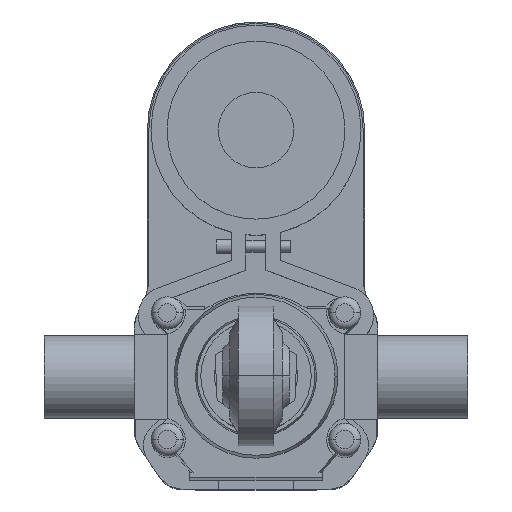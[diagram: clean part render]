
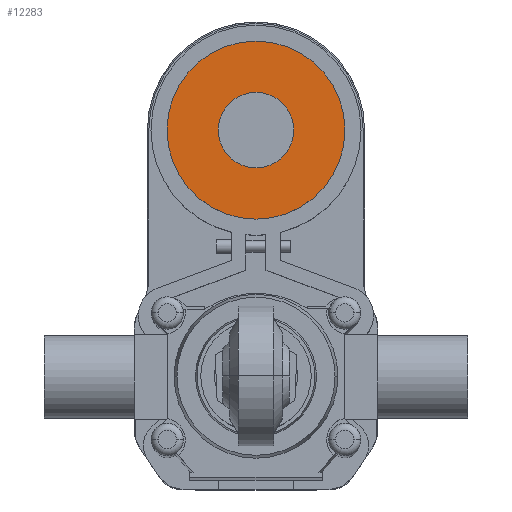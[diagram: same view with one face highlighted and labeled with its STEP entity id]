
A CAD part, top view. The second image highlights one B-rep face of the part: STEP entity #12283.
In plain terms, the highlighted planar face has unit normal (0, 0, 1).
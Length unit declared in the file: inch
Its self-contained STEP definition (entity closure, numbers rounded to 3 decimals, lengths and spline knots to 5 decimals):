
#20 = FACE_BOUND ( 'NONE', #6478, .T. ) ;
#148 = AXIS2_PLACEMENT_3D ( 'NONE', #10218, #7183, #8718 ) ;
#462 = EDGE_LOOP ( 'NONE', ( #7989, #9184 ) ) ;
#536 = AXIS2_PLACEMENT_3D ( 'NONE', #13912, #12953, #2967 ) ;
#874 = CARTESIAN_POINT ( 'NONE',  ( 1.36619, 5.105, 5.152 ) ) ;
#1092 = ORIENTED_EDGE ( 'NONE', *, *, #2355, .F. ) ;
#1244 = VERTEX_POINT ( 'NONE', #8986 ) ;
#1633 = AXIS2_PLACEMENT_3D ( 'NONE', #7467, #1977, #6305 ) ;
#1977 = DIRECTION ( 'NONE',  ( 0., 0., 1. ) ) ;
#2355 = EDGE_CURVE ( 'NONE', #1244, #9565, #13361, .T. ) ;
#2662 = DIRECTION ( 'NONE',  ( 0., 0., 1. ) ) ;
#2731 = FACE_OUTER_BOUND ( 'NONE', #462, .T. ) ;
#2967 = DIRECTION ( 'NONE',  ( 1., 0., 0. ) ) ;
#3114 = CIRCLE ( 'NONE', #148, 1.265 ) ;
#3422 = DIRECTION ( 'NONE',  ( 0., 0., 1. ) ) ;
#3793 = CIRCLE ( 'NONE', #1633, 0.5375 ) ;
#4204 = CIRCLE ( 'NONE', #13820, 1.265 ) ;
#5065 = EDGE_CURVE ( 'NONE', #9565, #1244, #3793, .T. ) ;
#5145 = EDGE_CURVE ( 'NONE', #12466, #8687, #3114, .T. ) ;
#5685 = CARTESIAN_POINT ( 'NONE',  ( -0.43631, 5.105, 5.152 ) ) ;
#6305 = DIRECTION ( 'NONE',  ( 1., 0., 0. ) ) ;
#6478 = EDGE_LOOP ( 'NONE', ( #1092, #13239 ) ) ;
#7045 = CARTESIAN_POINT ( 'NONE',  ( 0.82869, 5.105, 5.152 ) ) ;
#7183 = DIRECTION ( 'NONE',  ( 0., 0., 1. ) ) ;
#7467 = CARTESIAN_POINT ( 'NONE',  ( 0.82869, 5.105, 5.152 ) ) ;
#7989 = ORIENTED_EDGE ( 'NONE', *, *, #8725, .T. ) ;
#8200 = CARTESIAN_POINT ( 'NONE',  ( 2.09369, 5.105, 5.152 ) ) ;
#8687 = VERTEX_POINT ( 'NONE', #5685 ) ;
#8718 = DIRECTION ( 'NONE',  ( 1., 0., 0. ) ) ;
#8725 = EDGE_CURVE ( 'NONE', #8687, #12466, #4204, .T. ) ;
#8986 = CARTESIAN_POINT ( 'NONE',  ( 0.29119, 5.105, 5.152 ) ) ;
#9184 = ORIENTED_EDGE ( 'NONE', *, *, #5145, .T. ) ;
#9565 = VERTEX_POINT ( 'NONE', #874 ) ;
#10009 = CARTESIAN_POINT ( 'NONE',  ( 0.82869, 5.105, 5.152 ) ) ;
#10218 = CARTESIAN_POINT ( 'NONE',  ( 0.82869, 5.105, 5.152 ) ) ;
#10720 = PLANE ( 'NONE',  #536 ) ;
#11131 = DIRECTION ( 'NONE',  ( 1., 0., 0. ) ) ;
#11479 = DIRECTION ( 'NONE',  ( 1., 0., 0. ) ) ;
#12283 = ADVANCED_FACE ( 'NONE', ( #20, #2731 ), #10720, .T. ) ;
#12466 = VERTEX_POINT ( 'NONE', #8200 ) ;
#12953 = DIRECTION ( 'NONE',  ( 0., 0., 1. ) ) ;
#13239 = ORIENTED_EDGE ( 'NONE', *, *, #5065, .F. ) ;
#13266 = AXIS2_PLACEMENT_3D ( 'NONE', #7045, #2662, #11479 ) ;
#13361 = CIRCLE ( 'NONE', #13266, 0.5375 ) ;
#13820 = AXIS2_PLACEMENT_3D ( 'NONE', #10009, #3422, #11131 ) ;
#13912 = CARTESIAN_POINT ( 'NONE',  ( 0.82869, 5.105, 5.152 ) ) ;
